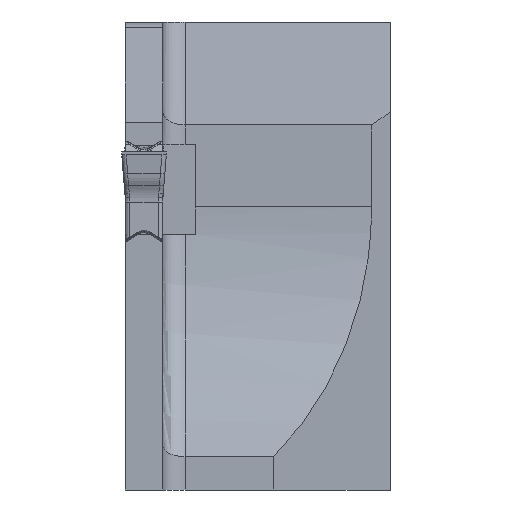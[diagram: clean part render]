
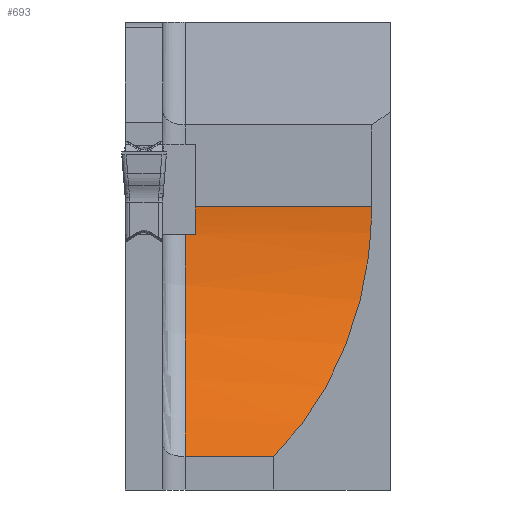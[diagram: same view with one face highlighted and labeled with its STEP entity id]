
A CAD part, front view. The second image highlights one B-rep face of the part: STEP entity #693.
In plain terms, the highlighted cylindrical face has radius 14.583 mm (diameter 29.166 mm), a partial arc.
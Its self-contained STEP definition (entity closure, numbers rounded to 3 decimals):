
#226=CYLINDRICAL_SURFACE('',#4167,14.583);
#547=CIRCLE('',#4165,14.583);
#548=CIRCLE('',#4166,14.583);
#650=ELLIPSE('',#4162,19.037,14.583);
#693=ADVANCED_FACE('',(#1000),#226,.F.);
#1000=FACE_OUTER_BOUND('',#1252,.T.);
#1252=EDGE_LOOP('',(#1588,#1589,#1590,#1591,#1592,#1593));
#1588=ORIENTED_EDGE('',*,*,#3176,.F.);
#1589=ORIENTED_EDGE('',*,*,#3174,.T.);
#1590=ORIENTED_EDGE('',*,*,#3157,.F.);
#1591=ORIENTED_EDGE('',*,*,#3178,.T.);
#1592=ORIENTED_EDGE('',*,*,#3179,.T.);
#1593=ORIENTED_EDGE('',*,*,#3180,.T.);
#2775=VERTEX_POINT('',#5233);
#2776=VERTEX_POINT('',#5235);
#2783=VERTEX_POINT('',#5269);
#2784=VERTEX_POINT('',#5273);
#2785=VERTEX_POINT('',#5277);
#2786=VERTEX_POINT('',#5279);
#3157=EDGE_CURVE('',#2775,#2776,#3776,.T.);
#3174=EDGE_CURVE('',#2783,#2776,#650,.T.);
#3176=EDGE_CURVE('',#2783,#2784,#3792,.T.);
#3178=EDGE_CURVE('',#2775,#2785,#547,.T.);
#3179=EDGE_CURVE('',#2785,#2786,#3794,.T.);
#3180=EDGE_CURVE('',#2786,#2784,#548,.T.);
#3776=LINE('',#5234,#3978);
#3792=LINE('',#5272,#3994);
#3794=LINE('',#5278,#3996);
#3978=VECTOR('',#4472,1.);
#3994=VECTOR('',#4508,1.);
#3996=VECTOR('',#4514,1.);
#4162=AXIS2_PLACEMENT_3D('',#5268,#4503,#4504);
#4165=AXIS2_PLACEMENT_3D('',#5276,#4512,#4513);
#4166=AXIS2_PLACEMENT_3D('',#5280,#4515,#4516);
#4167=AXIS2_PLACEMENT_3D('',#5281,#4517,#4518);
#4472=DIRECTION('',(1.,0.,0.));
#4503=DIRECTION('',(0.766,-0.643,0.));
#4504=DIRECTION('',(0.643,0.766,0.));
#4508=DIRECTION('',(-1.,0.,0.));
#4512=DIRECTION('',(-1.,0.,0.));
#4513=DIRECTION('',(0.,0.,1.));
#4514=DIRECTION('',(-1.,0.,0.));
#4515=DIRECTION('',(-1.,0.,0.));
#4516=DIRECTION('',(0.,0.,-1.));
#4517=DIRECTION('',(1.,0.,0.));
#4518=DIRECTION('',(0.,0.,1.));
#5233=CARTESIAN_POINT('',(-8.75,-87.,9.7));
#5234=CARTESIAN_POINT('',(-12.155,-87.,9.7));
#5235=CARTESIAN_POINT('',(-0.839,-87.,9.7));
#5268=CARTESIAN_POINT('',(-13.076,-101.583,9.7));
#5269=CARTESIAN_POINT('',(-5.239,-92.244,-1.5));
#5272=CARTESIAN_POINT('',(-12.155,-92.244,-1.5));
#5273=CARTESIAN_POINT('',(-9.2,-92.244,-1.5));
#5276=CARTESIAN_POINT('',(-8.75,-101.583,9.7));
#5277=CARTESIAN_POINT('',(-8.75,-87.053,8.46));
#5278=CARTESIAN_POINT('',(-12.155,-87.053,8.46));
#5279=CARTESIAN_POINT('',(-9.2,-87.053,8.46));
#5280=CARTESIAN_POINT('',(-9.2,-101.583,9.7));
#5281=CARTESIAN_POINT('',(-12.155,-101.583,9.7));
